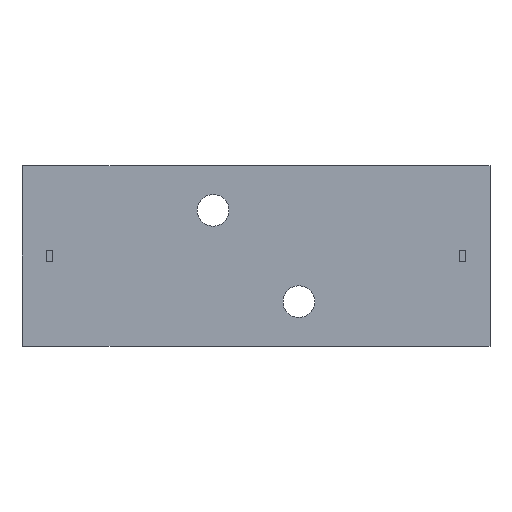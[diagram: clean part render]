
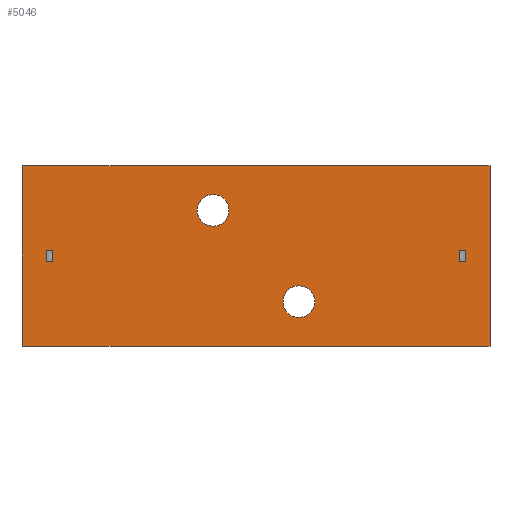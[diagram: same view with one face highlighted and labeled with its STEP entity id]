
A CAD part, front view. The second image highlights one B-rep face of the part: STEP entity #5046.
In plain terms, the highlighted planar face has unit normal (0, -1, 0).
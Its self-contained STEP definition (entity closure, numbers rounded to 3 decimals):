
#12 = CARTESIAN_POINT ( 'NONE',  ( 18.44, 0., 7.11 ) ) ;
#24 = VECTOR ( 'NONE', #1411, 1000. ) ;
#25 = VERTEX_POINT ( 'NONE', #4236 ) ;
#74 = DIRECTION ( 'NONE',  ( 0., 0., -1. ) ) ;
#92 = CARTESIAN_POINT ( 'NONE',  ( 18.44, 0., -7.11 ) ) ;
#144 = DIRECTION ( 'NONE',  ( 0., 0., -1. ) ) ;
#151 = EDGE_LOOP ( 'NONE', ( #5099, #2036, #3090, #3048 ) ) ;
#216 = DIRECTION ( 'NONE',  ( 0., 0., 1. ) ) ;
#255 = DIRECTION ( 'NONE',  ( -1., 0., 0. ) ) ;
#399 = DIRECTION ( 'NONE',  ( 1., 0., 0. ) ) ;
#445 = LINE ( 'NONE', #494, #5337 ) ;
#494 = CARTESIAN_POINT ( 'NONE',  ( 16.505, 0., 0. ) ) ;
#532 = FACE_BOUND ( 'NONE', #5126, .T. ) ;
#593 = EDGE_CURVE ( 'NONE', #6064, #1636, #4655, .T. ) ;
#643 = AXIS2_PLACEMENT_3D ( 'NONE', #6423, #3622, #5286 ) ;
#710 = ORIENTED_EDGE ( 'NONE', *, *, #6580, .T. ) ;
#717 = LINE ( 'NONE', #5891, #4715 ) ;
#895 = VECTOR ( 'NONE', #74, 1000. ) ;
#994 = VECTOR ( 'NONE', #255, 1000. ) ;
#1057 = CARTESIAN_POINT ( 'NONE',  ( -3.38, 0., 3.6 ) ) ;
#1104 = ORIENTED_EDGE ( 'NONE', *, *, #4912, .T. ) ;
#1172 = CARTESIAN_POINT ( 'NONE',  ( -18.44, 0., 7.11 ) ) ;
#1277 = DIRECTION ( 'NONE',  ( 0., 1., 0. ) ) ;
#1284 = EDGE_CURVE ( 'NONE', #2080, #3911, #5360, .T. ) ;
#1323 = AXIS2_PLACEMENT_3D ( 'NONE', #1057, #4350, #6017 ) ;
#1411 = DIRECTION ( 'NONE',  ( 0., 0., -1. ) ) ;
#1504 = LINE ( 'NONE', #3666, #24 ) ;
#1571 = EDGE_LOOP ( 'NONE', ( #4204, #710 ) ) ;
#1636 = VERTEX_POINT ( 'NONE', #5087 ) ;
#1755 = VECTOR ( 'NONE', #144, 1000. ) ;
#1761 = FACE_BOUND ( 'NONE', #1571, .T. ) ;
#1845 = CARTESIAN_POINT ( 'NONE',  ( 16.005, 0., 0.455 ) ) ;
#1977 = CARTESIAN_POINT ( 'NONE',  ( 0., 0., -0.455 ) ) ;
#2036 = ORIENTED_EDGE ( 'NONE', *, *, #2919, .F. ) ;
#2072 = CARTESIAN_POINT ( 'NONE',  ( 18.44, 0., -7.11 ) ) ;
#2078 = DIRECTION ( 'NONE',  ( 1., 0., 0. ) ) ;
#2080 = VERTEX_POINT ( 'NONE', #2935 ) ;
#2197 = DIRECTION ( 'NONE',  ( 0., 0., -1. ) ) ;
#2344 = VECTOR ( 'NONE', #6691, 1000. ) ;
#2391 = DIRECTION ( 'NONE',  ( 0., 1., 0. ) ) ;
#2420 = CARTESIAN_POINT ( 'NONE',  ( -3.38, 0., 4.85 ) ) ;
#2471 = EDGE_CURVE ( 'NONE', #25, #2080, #1504, .T. ) ;
#2488 = EDGE_CURVE ( 'NONE', #5380, #3520, #3832, .T. ) ;
#2574 = EDGE_CURVE ( 'NONE', #6257, #7126, #717, .T. ) ;
#2821 = ORIENTED_EDGE ( 'NONE', *, *, #1284, .F. ) ;
#2836 = CARTESIAN_POINT ( 'NONE',  ( -16.005, 0., 0.455 ) ) ;
#2887 = DIRECTION ( 'NONE',  ( 1., 0., 0. ) ) ;
#2919 = EDGE_CURVE ( 'NONE', #3434, #7018, #6076, .T. ) ;
#2935 = CARTESIAN_POINT ( 'NONE',  ( -16.505, 0., -0.455 ) ) ;
#2965 = EDGE_CURVE ( 'NONE', #4321, #3911, #3395, .T. ) ;
#2968 = CARTESIAN_POINT ( 'NONE',  ( 0., 0., 0.455 ) ) ;
#3048 = ORIENTED_EDGE ( 'NONE', *, *, #593, .T. ) ;
#3059 = FACE_OUTER_BOUND ( 'NONE', #151, .T. ) ;
#3090 = ORIENTED_EDGE ( 'NONE', *, *, #4309, .F. ) ;
#3395 = LINE ( 'NONE', #4505, #1755 ) ;
#3411 = ORIENTED_EDGE ( 'NONE', *, *, #4139, .T. ) ;
#3434 = VERTEX_POINT ( 'NONE', #2072 ) ;
#3441 = DIRECTION ( 'NONE',  ( 0., 0., 1. ) ) ;
#3474 = CARTESIAN_POINT ( 'NONE',  ( 3.38, 0., -2.35 ) ) ;
#3506 = ORIENTED_EDGE ( 'NONE', *, *, #2471, .F. ) ;
#3520 = VERTEX_POINT ( 'NONE', #5476 ) ;
#3527 = EDGE_LOOP ( 'NONE', ( #3506, #3582, #4857, #2821 ) ) ;
#3535 = VERTEX_POINT ( 'NONE', #6016 ) ;
#3582 = ORIENTED_EDGE ( 'NONE', *, *, #4550, .T. ) ;
#3588 = CIRCLE ( 'NONE', #3646, 1.25 ) ;
#3622 = DIRECTION ( 'NONE',  ( 0., 1., 0. ) ) ;
#3646 = AXIS2_PLACEMENT_3D ( 'NONE', #3898, #5629, #3441 ) ;
#3666 = CARTESIAN_POINT ( 'NONE',  ( -16.505, 0., 0. ) ) ;
#3832 = CIRCLE ( 'NONE', #643, 1.25 ) ;
#3834 = DIRECTION ( 'NONE',  ( 1., 0., 0. ) ) ;
#3851 = VECTOR ( 'NONE', #5038, 1000. ) ;
#3898 = CARTESIAN_POINT ( 'NONE',  ( 3.38, 0., -3.6 ) ) ;
#3911 = VERTEX_POINT ( 'NONE', #6816 ) ;
#3977 = CIRCLE ( 'NONE', #1323, 1.25 ) ;
#4009 = DIRECTION ( 'NONE',  ( 0., 0., 1. ) ) ;
#4015 = PLANE ( 'NONE',  #5863 ) ;
#4090 = CARTESIAN_POINT ( 'NONE',  ( 18.44, 0., 7.11 ) ) ;
#4121 = ORIENTED_EDGE ( 'NONE', *, *, #2574, .F. ) ;
#4139 = EDGE_CURVE ( 'NONE', #6257, #3535, #6375, .T. ) ;
#4204 = ORIENTED_EDGE ( 'NONE', *, *, #2488, .T. ) ;
#4236 = CARTESIAN_POINT ( 'NONE',  ( -16.505, 0., 0.455 ) ) ;
#4264 = FACE_BOUND ( 'NONE', #5146, .T. ) ;
#4309 = EDGE_CURVE ( 'NONE', #6064, #3434, #7078, .T. ) ;
#4321 = VERTEX_POINT ( 'NONE', #2836 ) ;
#4350 = DIRECTION ( 'NONE',  ( 0., 1., 0. ) ) ;
#4464 = CARTESIAN_POINT ( 'NONE',  ( 18.44, 0., 7.11 ) ) ;
#4505 = CARTESIAN_POINT ( 'NONE',  ( -16.005, 0., 0. ) ) ;
#4550 = EDGE_CURVE ( 'NONE', #25, #4321, #6097, .T. ) ;
#4579 = VERTEX_POINT ( 'NONE', #3474 ) ;
#4634 = VECTOR ( 'NONE', #2887, 1000. ) ;
#4655 = LINE ( 'NONE', #5850, #994 ) ;
#4705 = EDGE_CURVE ( 'NONE', #7126, #5816, #5261, .T. ) ;
#4715 = VECTOR ( 'NONE', #5333, 1000. ) ;
#4839 = EDGE_CURVE ( 'NONE', #1636, #7018, #6088, .T. ) ;
#4848 = ORIENTED_EDGE ( 'NONE', *, *, #6200, .T. ) ;
#4857 = ORIENTED_EDGE ( 'NONE', *, *, #2965, .T. ) ;
#4912 = EDGE_CURVE ( 'NONE', #4579, #4927, #3588, .T. ) ;
#4927 = VERTEX_POINT ( 'NONE', #6699 ) ;
#5038 = DIRECTION ( 'NONE',  ( 0., 0., -1. ) ) ;
#5046 = ADVANCED_FACE ( 'NONE', ( #1761, #4264, #532, #5500, #3059 ), #4015, .F. ) ;
#5087 = CARTESIAN_POINT ( 'NONE',  ( -18.44, 0., 7.11 ) ) ;
#5099 = ORIENTED_EDGE ( 'NONE', *, *, #4839, .T. ) ;
#5126 = EDGE_LOOP ( 'NONE', ( #4121, #3411, #5160, #5239 ) ) ;
#5146 = EDGE_LOOP ( 'NONE', ( #1104, #4848 ) ) ;
#5160 = ORIENTED_EDGE ( 'NONE', *, *, #5210, .T. ) ;
#5197 = CARTESIAN_POINT ( 'NONE',  ( 3.38, 0., -3.6 ) ) ;
#5210 = EDGE_CURVE ( 'NONE', #3535, #5816, #445, .T. ) ;
#5239 = ORIENTED_EDGE ( 'NONE', *, *, #4705, .F. ) ;
#5261 = LINE ( 'NONE', #1977, #5755 ) ;
#5265 = VECTOR ( 'NONE', #399, 1000. ) ;
#5286 = DIRECTION ( 'NONE',  ( 0., 0., 1. ) ) ;
#5333 = DIRECTION ( 'NONE',  ( 0., 0., -1. ) ) ;
#5337 = VECTOR ( 'NONE', #2197, 1000. ) ;
#5360 = LINE ( 'NONE', #5419, #6289 ) ;
#5374 = CARTESIAN_POINT ( 'NONE',  ( 0., 0., 0.455 ) ) ;
#5380 = VERTEX_POINT ( 'NONE', #2420 ) ;
#5419 = CARTESIAN_POINT ( 'NONE',  ( 0., 0., -0.455 ) ) ;
#5476 = CARTESIAN_POINT ( 'NONE',  ( -3.38, 0., 2.35 ) ) ;
#5500 = FACE_BOUND ( 'NONE', #3527, .T. ) ;
#5602 = CARTESIAN_POINT ( 'NONE',  ( -18.44, 0., -7.11 ) ) ;
#5629 = DIRECTION ( 'NONE',  ( 0., 1., 0. ) ) ;
#5672 = CARTESIAN_POINT ( 'NONE',  ( 16.005, 0., -0.455 ) ) ;
#5722 = CIRCLE ( 'NONE', #6190, 1.25 ) ;
#5755 = VECTOR ( 'NONE', #3834, 1000. ) ;
#5816 = VERTEX_POINT ( 'NONE', #5935 ) ;
#5850 = CARTESIAN_POINT ( 'NONE',  ( 18.44, 0., 7.11 ) ) ;
#5863 = AXIS2_PLACEMENT_3D ( 'NONE', #4090, #2391, #216 ) ;
#5891 = CARTESIAN_POINT ( 'NONE',  ( 16.005, 0., 0. ) ) ;
#5935 = CARTESIAN_POINT ( 'NONE',  ( 16.505, 0., -0.455 ) ) ;
#6016 = CARTESIAN_POINT ( 'NONE',  ( 16.505, 0., 0.455 ) ) ;
#6017 = DIRECTION ( 'NONE',  ( 0., 0., 1. ) ) ;
#6064 = VERTEX_POINT ( 'NONE', #4464 ) ;
#6076 = LINE ( 'NONE', #92, #2344 ) ;
#6088 = LINE ( 'NONE', #1172, #895 ) ;
#6097 = LINE ( 'NONE', #2968, #4634 ) ;
#6190 = AXIS2_PLACEMENT_3D ( 'NONE', #5197, #1277, #4009 ) ;
#6200 = EDGE_CURVE ( 'NONE', #4927, #4579, #5722, .T. ) ;
#6257 = VERTEX_POINT ( 'NONE', #1845 ) ;
#6289 = VECTOR ( 'NONE', #2078, 1000. ) ;
#6375 = LINE ( 'NONE', #5374, #5265 ) ;
#6423 = CARTESIAN_POINT ( 'NONE',  ( -3.38, 0., 3.6 ) ) ;
#6580 = EDGE_CURVE ( 'NONE', #3520, #5380, #3977, .T. ) ;
#6691 = DIRECTION ( 'NONE',  ( -1., 0., 0. ) ) ;
#6699 = CARTESIAN_POINT ( 'NONE',  ( 3.38, 0., -4.85 ) ) ;
#6816 = CARTESIAN_POINT ( 'NONE',  ( -16.005, 0., -0.455 ) ) ;
#7018 = VERTEX_POINT ( 'NONE', #5602 ) ;
#7078 = LINE ( 'NONE', #12, #3851 ) ;
#7126 = VERTEX_POINT ( 'NONE', #5672 ) ;
